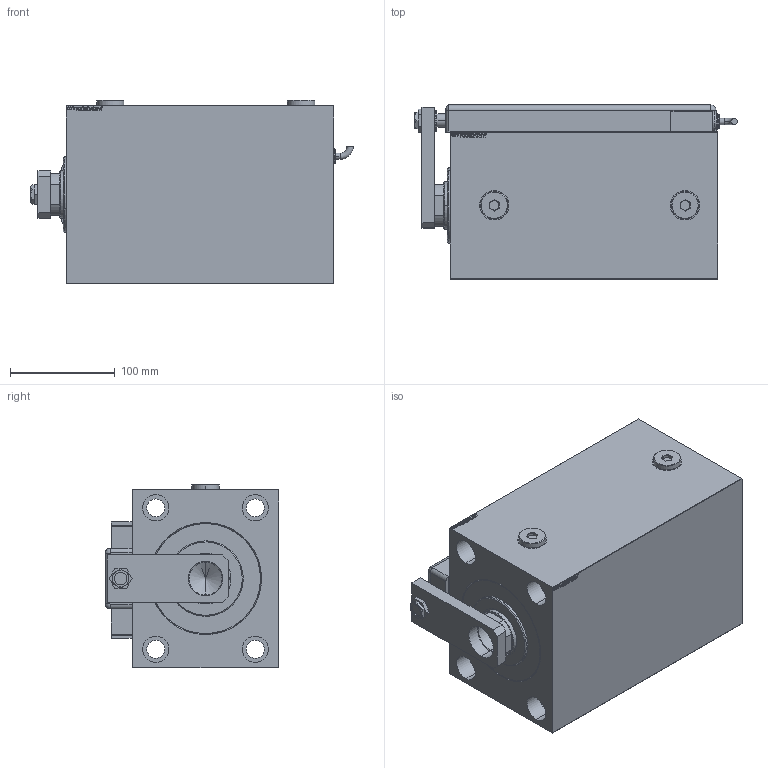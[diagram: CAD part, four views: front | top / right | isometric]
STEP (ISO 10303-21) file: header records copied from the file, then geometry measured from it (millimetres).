
FILE_DESCRIPTION (( 'STEP AP203' ), '1' );
FILE_NAME ('3625.STEP', '2024-04-25T10:38:56', ( '' ), ( '' ), 'SwSTEP 2.0', 'SolidWorks 2019', '' );
FILE_SCHEMA (( 'CONFIG_CONTROL_DESIGN' ));
Length unit declared in the file: millimetre
Products named in the file (14): NUT_D19 fd775a502a0dd835d5e5bb410759afaf; V450CM_C_VCP fd775a502a0dd835d5e5bb410759afaf; V450CM_C_Body fd775a502a0dd835d5e5bb410759afaf; Zatka_OIL_PORT fd775a502a0dd835d5e5bb410759afaf; NUT_D13 fd775a502a0dd835d5e5bb410759afaf; TYC fd775a502a0dd835d5e5bb410759afaf; SWITCH Q fd775a502a0dd835d5e5bb410759afaf; 3625; ZARAZKA_Q fd775a502a0dd835d5e5bb410759afaf; MAGNETIC SWITCH Q fd775a502a0dd835d5e5bb410759afaf; V450CM_VC_B fd775a502a0dd835d5e5bb410759afaf; SWITCH_Q_FRONT_BACK fd775a502a0dd835d5e5bb410759afaf; KRYT fd775a502a0dd835d5e5bb410759afaf; SWITCH DIM A_G fd775a502a0dd835d5e5bb410759afaf
Assembly tree (15 placements, depth 3):
  3625
    V450CM_C_Body fd775a502a0dd835d5e5bb410759afaf
    V450CM_C_VCP fd775a502a0dd835d5e5bb410759afaf
    V450CM_VC_B fd775a502a0dd835d5e5bb410759afaf
    MAGNETIC SWITCH Q fd775a502a0dd835d5e5bb410759afaf
      SWITCH_Q_FRONT_BACK fd775a502a0dd835d5e5bb410759afaf
      TYC fd775a502a0dd835d5e5bb410759afaf
      ZARAZKA_Q fd775a502a0dd835d5e5bb410759afaf
      SWITCH DIM A_G fd775a502a0dd835d5e5bb410759afaf
      NUT_D19 fd775a502a0dd835d5e5bb410759afaf
      NUT_D13 fd775a502a0dd835d5e5bb410759afaf
      KRYT fd775a502a0dd835d5e5bb410759afaf
      SWITCH Q fd775a502a0dd835d5e5bb410759afaf  x2
    Zatka_OIL_PORT fd775a502a0dd835d5e5bb410759afaf  x2
Bounding box: 307.66 x 165.8 x 174.9 mm (x, y, z)
Volume: 5090006.6 mm3; surface area: 529798.2 mm2
Topology: 15 solids, 15 shells, 1303 faces, 3286 edges, 2163 vertices
Faces by surface type: plane 649, bspline 471, cylinder 133, cone 26, torus 22, sphere 2
Entity records: 61106 total; most frequent: CARTESIAN_POINT 32521, ORIENTED_EDGE 6296, DIRECTION 4060, EDGE_CURVE 3148, VERTEX_POINT 2079, VECTOR 1876, LINE 1876, EDGE_LOOP 1425
